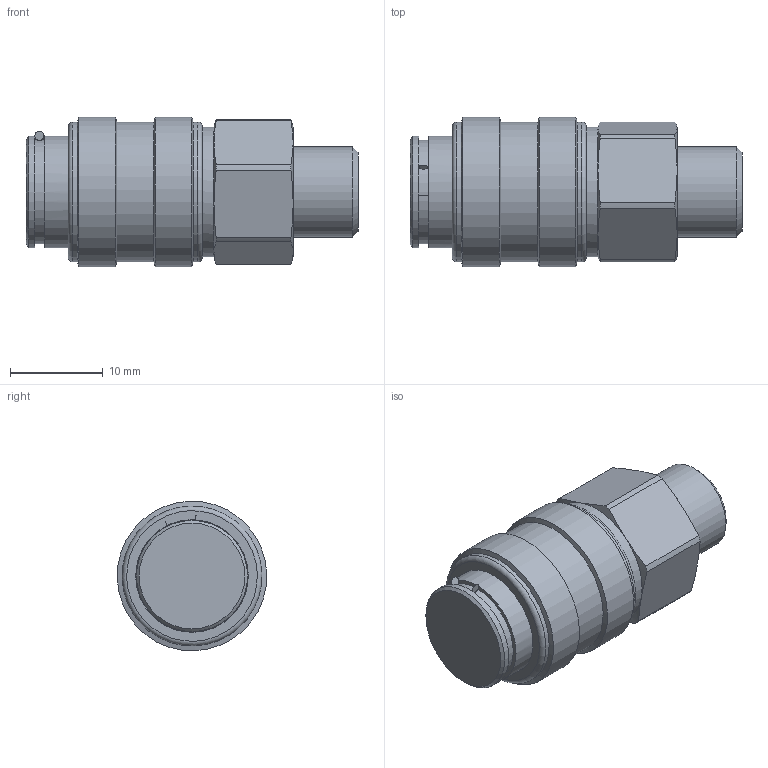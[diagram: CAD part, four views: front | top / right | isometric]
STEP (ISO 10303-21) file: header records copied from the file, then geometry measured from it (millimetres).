
FILE_DESCRIPTION((''),'2;1');
FILE_NAME('50kaaw10mpxs.stp','2014-01-30T08:36:50',('IA176480'),(''),'Autodesk Inventor 2013','Autodesk Inventor 2013','');
FILE_SCHEMA(('AUTOMOTIVE_DESIGN { 1 0 10303 214 1 1 1 1 }'));
Length unit declared in the file: millimetre
Products named in the file (1): D109122
Bounding box: 35.84 x 16.14 x 16.14 mm (x, y, z)
Volume: 5096.2 mm3; surface area: 3455.8 mm2
Topology: 2 solids, 4 shells, 77 faces, 158 edges, 95 vertices
Faces by surface type: cylinder 27, cone 26, plane 18, torus 6
Full cylindrical faces by diameter (mm): 7.955 x1, 8.7 x1, 9.728 x1, 11.15 x1, 11.4 x1, 12 x3, 12.15 x2, 14 x3, 15.1 x3, 16.15 x2
Entity records: 2031 total; most frequent: CARTESIAN_POINT 522, DIRECTION 308, ORIENTED_EDGE 224, AXIS2_PLACEMENT_3D 148, EDGE_LOOP 126, EDGE_CURVE 112, VERTEX_POINT 86, FACE_OUTER_BOUND 77
